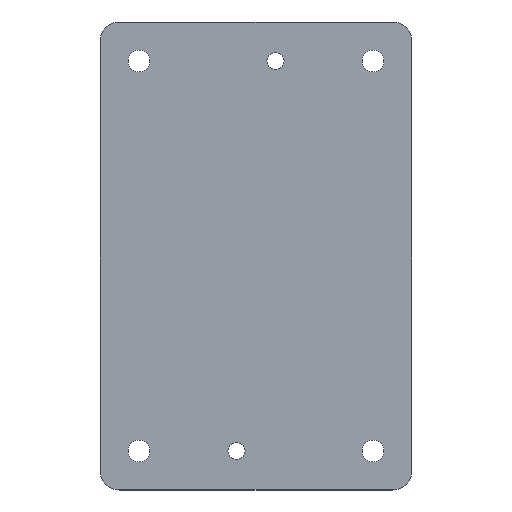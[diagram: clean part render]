
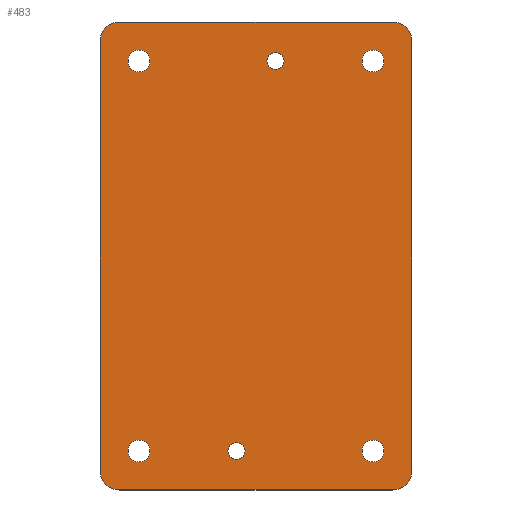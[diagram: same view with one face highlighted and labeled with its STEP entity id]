
A CAD part, top view. The second image highlights one B-rep face of the part: STEP entity #483.
In plain terms, the highlighted planar face has unit normal (0, 0, 1).
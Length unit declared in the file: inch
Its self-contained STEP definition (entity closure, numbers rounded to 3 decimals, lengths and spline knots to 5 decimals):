
#1 = FACE_BOUND ( 'NONE', #516, .T. ) ;
#4 = AXIS2_PLACEMENT_3D ( 'NONE', #448, #397, #128 ) ;
#7 = CARTESIAN_POINT ( 'NONE',  ( 1.75, 2.75, 0. ) ) ;
#9 = VERTEX_POINT ( 'NONE', #552 ) ;
#33 = CARTESIAN_POINT ( 'NONE',  ( 2., -2.75, 0. ) ) ;
#34 = EDGE_LOOP ( 'NONE', ( #340 ) ) ;
#36 = CARTESIAN_POINT ( 'NONE',  ( 2., 2.75, 0. ) ) ;
#38 = EDGE_CURVE ( 'NONE', #140, #140, #225, .T. ) ;
#41 = CARTESIAN_POINT ( 'NONE',  ( 0., 0., 0. ) ) ;
#42 = DIRECTION ( 'NONE',  ( 1., 0., 0. ) ) ;
#46 = DIRECTION ( 'NONE',  ( 1., 0., 0. ) ) ;
#48 = ORIENTED_EDGE ( 'NONE', *, *, #577, .T. ) ;
#52 = AXIS2_PLACEMENT_3D ( 'NONE', #41, #218, #89 ) ;
#54 = AXIS2_PLACEMENT_3D ( 'NONE', #306, #175, #85 ) ;
#61 = VERTEX_POINT ( 'NONE', #240 ) ;
#67 = CARTESIAN_POINT ( 'NONE',  ( 1.5, 2.5, 0. ) ) ;
#71 = CARTESIAN_POINT ( 'NONE',  ( 1.75, -3., 0. ) ) ;
#77 = AXIS2_PLACEMENT_3D ( 'NONE', #396, #433, #84 ) ;
#79 = EDGE_LOOP ( 'NONE', ( #152 ) ) ;
#84 = DIRECTION ( 'NONE',  ( 1., 0., 0. ) ) ;
#85 = DIRECTION ( 'NONE',  ( 1., 0., 0. ) ) ;
#87 = FACE_BOUND ( 'NONE', #509, .T. ) ;
#88 = EDGE_CURVE ( 'NONE', #9, #61, #141, .T. ) ;
#89 = DIRECTION ( 'NONE',  ( 1., 0., 0. ) ) ;
#96 = CIRCLE ( 'NONE', #534, 0.25 ) ;
#99 = VERTEX_POINT ( 'NONE', #460 ) ;
#106 = VECTOR ( 'NONE', #42, 39.37008 ) ;
#120 = CIRCLE ( 'NONE', #195, 0.109 ) ;
#124 = DIRECTION ( 'NONE',  ( 0., 0., -1. ) ) ;
#127 = VECTOR ( 'NONE', #456, 39.37008 ) ;
#128 = DIRECTION ( 'NONE',  ( 1., 0., 0. ) ) ;
#132 = CARTESIAN_POINT ( 'NONE',  ( 1.75, 3., 0. ) ) ;
#133 = FACE_BOUND ( 'NONE', #353, .T. ) ;
#138 = VERTEX_POINT ( 'NONE', #406 ) ;
#140 = VERTEX_POINT ( 'NONE', #244 ) ;
#141 = LINE ( 'NONE', #505, #439 ) ;
#152 = ORIENTED_EDGE ( 'NONE', *, *, #245, .T. ) ;
#164 = ORIENTED_EDGE ( 'NONE', *, *, #560, .F. ) ;
#169 = DIRECTION ( 'NONE',  ( 0., 0., -1. ) ) ;
#173 = CARTESIAN_POINT ( 'NONE',  ( 0., 3., 0. ) ) ;
#175 = DIRECTION ( 'NONE',  ( 0., 0., -1. ) ) ;
#177 = EDGE_CURVE ( 'NONE', #498, #238, #224, .T. ) ;
#181 = LINE ( 'NONE', #173, #106 ) ;
#186 = DIRECTION ( 'NONE',  ( 1., 0., 0. ) ) ;
#188 = LINE ( 'NONE', #364, #127 ) ;
#190 = VERTEX_POINT ( 'NONE', #71 ) ;
#191 = EDGE_CURVE ( 'NONE', #232, #190, #500, .T. ) ;
#195 = AXIS2_PLACEMENT_3D ( 'NONE', #312, #308, #46 ) ;
#199 = VERTEX_POINT ( 'NONE', #496 ) ;
#201 = EDGE_CURVE ( 'NONE', #367, #367, #401, .T. ) ;
#208 = DIRECTION ( 'NONE',  ( 1., 0., 0. ) ) ;
#211 = CARTESIAN_POINT ( 'NONE',  ( -0.25, -2.5, 0. ) ) ;
#214 = CARTESIAN_POINT ( 'NONE',  ( -1.5, 2.5, 0. ) ) ;
#216 = CIRCLE ( 'NONE', #4, 0.25 ) ;
#218 = DIRECTION ( 'NONE',  ( 0., 0., 1. ) ) ;
#219 = EDGE_CURVE ( 'NONE', #421, #9, #96, .T. ) ;
#220 = CARTESIAN_POINT ( 'NONE',  ( -1.75, -3., 0. ) ) ;
#222 = CIRCLE ( 'NONE', #446, 0.1405 ) ;
#224 = CIRCLE ( 'NONE', #326, 0.25 ) ;
#225 = CIRCLE ( 'NONE', #553, 0.1405 ) ;
#232 = VERTEX_POINT ( 'NONE', #33 ) ;
#234 = CARTESIAN_POINT ( 'NONE',  ( 1.5, -2.5, 0. ) ) ;
#237 = DIRECTION ( 'NONE',  ( 0., 0., -1. ) ) ;
#238 = VERTEX_POINT ( 'NONE', #36 ) ;
#240 = CARTESIAN_POINT ( 'NONE',  ( -2., 2.75, 0. ) ) ;
#244 = CARTESIAN_POINT ( 'NONE',  ( 1.6405, -2.5, 0. ) ) ;
#245 = EDGE_CURVE ( 'NONE', #199, #199, #477, .T. ) ;
#257 = CARTESIAN_POINT ( 'NONE',  ( -1.75, 3., 0. ) ) ;
#261 = DIRECTION ( 'NONE',  ( 1., 0., 0. ) ) ;
#262 = AXIS2_PLACEMENT_3D ( 'NONE', #211, #567, #480 ) ;
#264 = DIRECTION ( 'NONE',  ( 0., -1., 0. ) ) ;
#267 = FACE_BOUND ( 'NONE', #459, .T. ) ;
#285 = CARTESIAN_POINT ( 'NONE',  ( 0.359, 2.5, 0. ) ) ;
#290 = EDGE_LOOP ( 'NONE', ( #561, #478, #164, #487, #451, #548, #336, #428 ) ) ;
#291 = VECTOR ( 'NONE', #264, 39.37008 ) ;
#304 = CARTESIAN_POINT ( 'NONE',  ( -1.75, -2.75, 0. ) ) ;
#306 = CARTESIAN_POINT ( 'NONE',  ( -1.5, -2.5, 0. ) ) ;
#308 = DIRECTION ( 'NONE',  ( 0., 0., -1. ) ) ;
#311 = LINE ( 'NONE', #578, #291 ) ;
#312 = CARTESIAN_POINT ( 'NONE',  ( 0.25, 2.5, 0. ) ) ;
#316 = AXIS2_PLACEMENT_3D ( 'NONE', #214, #124, #261 ) ;
#326 = AXIS2_PLACEMENT_3D ( 'NONE', #7, #237, #186 ) ;
#329 = DIRECTION ( 'NONE',  ( 0., 1., 0. ) ) ;
#336 = ORIENTED_EDGE ( 'NONE', *, *, #427, .F. ) ;
#340 = ORIENTED_EDGE ( 'NONE', *, *, #201, .T. ) ;
#344 = VERTEX_POINT ( 'NONE', #257 ) ;
#353 = EDGE_LOOP ( 'NONE', ( #455 ) ) ;
#364 = CARTESIAN_POINT ( 'NONE',  ( 0., -3., 0. ) ) ;
#367 = VERTEX_POINT ( 'NONE', #370 ) ;
#370 = CARTESIAN_POINT ( 'NONE',  ( -0.141, -2.5, 0. ) ) ;
#379 = VERTEX_POINT ( 'NONE', #285 ) ;
#396 = CARTESIAN_POINT ( 'NONE',  ( 1.75, -2.75, 0. ) ) ;
#397 = DIRECTION ( 'NONE',  ( 0., 0., -1. ) ) ;
#400 = EDGE_CURVE ( 'NONE', #61, #344, #216, .T. ) ;
#401 = CIRCLE ( 'NONE', #262, 0.109 ) ;
#402 = FACE_BOUND ( 'NONE', #34, .T. ) ;
#406 = CARTESIAN_POINT ( 'NONE',  ( -1.3595, -2.5, 0. ) ) ;
#409 = ORIENTED_EDGE ( 'NONE', *, *, #440, .T. ) ;
#410 = DIRECTION ( 'NONE',  ( 0., 0., -1. ) ) ;
#411 = DIRECTION ( 'NONE',  ( 1., 0., 0. ) ) ;
#416 = EDGE_CURVE ( 'NONE', #238, #232, #311, .T. ) ;
#421 = VERTEX_POINT ( 'NONE', #220 ) ;
#427 = EDGE_CURVE ( 'NONE', #344, #498, #181, .T. ) ;
#428 = ORIENTED_EDGE ( 'NONE', *, *, #400, .F. ) ;
#433 = DIRECTION ( 'NONE',  ( 0., 0., -1. ) ) ;
#438 = CIRCLE ( 'NONE', #54, 0.1405 ) ;
#439 = VECTOR ( 'NONE', #329, 39.37008 ) ;
#440 = EDGE_CURVE ( 'NONE', #379, #379, #120, .T. ) ;
#445 = PLANE ( 'NONE',  #52 ) ;
#446 = AXIS2_PLACEMENT_3D ( 'NONE', #67, #410, #464 ) ;
#448 = CARTESIAN_POINT ( 'NONE',  ( -1.75, 2.75, 0. ) ) ;
#451 = ORIENTED_EDGE ( 'NONE', *, *, #416, .F. ) ;
#455 = ORIENTED_EDGE ( 'NONE', *, *, #38, .T. ) ;
#456 = DIRECTION ( 'NONE',  ( -1., 0., 0. ) ) ;
#459 = EDGE_LOOP ( 'NONE', ( #48 ) ) ;
#460 = CARTESIAN_POINT ( 'NONE',  ( 1.6405, 2.5, 0. ) ) ;
#464 = DIRECTION ( 'NONE',  ( 1., 0., 0. ) ) ;
#477 = CIRCLE ( 'NONE', #316, 0.1405 ) ;
#478 = ORIENTED_EDGE ( 'NONE', *, *, #219, .F. ) ;
#480 = DIRECTION ( 'NONE',  ( 1., 0., 0. ) ) ;
#481 = EDGE_CURVE ( 'NONE', #138, #138, #438, .T. ) ;
#483 = ADVANCED_FACE ( 'NONE', ( #87, #402, #1, #267, #537, #133, #484 ), #445, .T. ) ;
#484 = FACE_OUTER_BOUND ( 'NONE', #290, .T. ) ;
#487 = ORIENTED_EDGE ( 'NONE', *, *, #191, .F. ) ;
#496 = CARTESIAN_POINT ( 'NONE',  ( -1.3595, 2.5, 0. ) ) ;
#498 = VERTEX_POINT ( 'NONE', #132 ) ;
#500 = CIRCLE ( 'NONE', #77, 0.25 ) ;
#505 = CARTESIAN_POINT ( 'NONE',  ( -2., 0., 0. ) ) ;
#509 = EDGE_LOOP ( 'NONE', ( #520 ) ) ;
#516 = EDGE_LOOP ( 'NONE', ( #409 ) ) ;
#520 = ORIENTED_EDGE ( 'NONE', *, *, #481, .T. ) ;
#534 = AXIS2_PLACEMENT_3D ( 'NONE', #304, #169, #208 ) ;
#537 = FACE_BOUND ( 'NONE', #79, .T. ) ;
#547 = DIRECTION ( 'NONE',  ( 0., 0., -1. ) ) ;
#548 = ORIENTED_EDGE ( 'NONE', *, *, #177, .F. ) ;
#552 = CARTESIAN_POINT ( 'NONE',  ( -2., -2.75, 0. ) ) ;
#553 = AXIS2_PLACEMENT_3D ( 'NONE', #234, #547, #411 ) ;
#560 = EDGE_CURVE ( 'NONE', #190, #421, #188, .T. ) ;
#561 = ORIENTED_EDGE ( 'NONE', *, *, #88, .F. ) ;
#567 = DIRECTION ( 'NONE',  ( 0., 0., -1. ) ) ;
#577 = EDGE_CURVE ( 'NONE', #99, #99, #222, .T. ) ;
#578 = CARTESIAN_POINT ( 'NONE',  ( 2., 0., 0. ) ) ;
